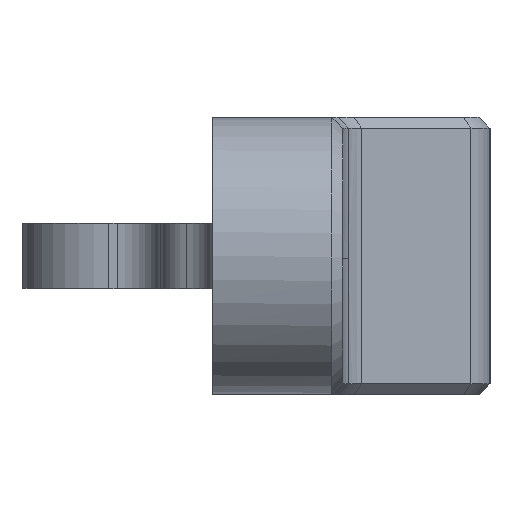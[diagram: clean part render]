
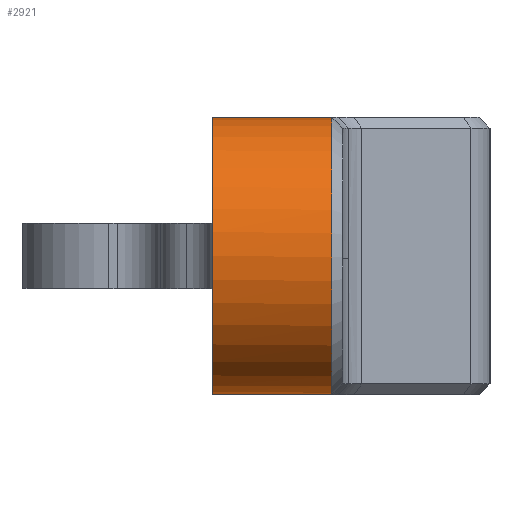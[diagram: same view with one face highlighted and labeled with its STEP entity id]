
A CAD part, left-side view. The second image highlights one B-rep face of the part: STEP entity #2921.
In plain terms, the highlighted cylindrical face has radius 3.2 mm (diameter 6.4 mm), a partial arc.
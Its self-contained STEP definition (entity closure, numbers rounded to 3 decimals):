
#240=FACE_OUTER_BOUND('',#397,.T.);
#397=EDGE_LOOP('',(#2447,#2448,#2449,#2450,#2451));
#665=LINE('',#5033,#947);
#666=LINE('',#5038,#948);
#947=VECTOR('',#3948,10.);
#948=VECTOR('',#3953,10.);
#1102=CIRCLE('',#3153,3.2);
#1120=CIRCLE('',#3191,3.2);
#1121=CIRCLE('',#3192,3.2);
#1353=VERTEX_POINT('',#4788);
#1354=VERTEX_POINT('',#4792);
#1387=VERTEX_POINT('',#5032);
#1388=VERTEX_POINT('',#5034);
#1389=VERTEX_POINT('',#5036);
#1729=EDGE_CURVE('',#1354,#1353,#1102,.T.);
#1787=EDGE_CURVE('',#1387,#1354,#665,.T.);
#1788=EDGE_CURVE('',#1388,#1387,#1120,.T.);
#1789=EDGE_CURVE('',#1389,#1388,#1121,.T.);
#1790=EDGE_CURVE('',#1353,#1389,#666,.T.);
#2447=ORIENTED_EDGE('',*,*,#1729,.F.);
#2448=ORIENTED_EDGE('',*,*,#1787,.F.);
#2449=ORIENTED_EDGE('',*,*,#1788,.F.);
#2450=ORIENTED_EDGE('',*,*,#1789,.F.);
#2451=ORIENTED_EDGE('',*,*,#1790,.F.);
#2782=CYLINDRICAL_SURFACE('',#3190,3.2);
#2921=ADVANCED_FACE('',(#240),#2782,.T.);
#3153=AXIS2_PLACEMENT_3D('',#4795,#3836,#3837);
#3190=AXIS2_PLACEMENT_3D('',#5031,#3946,#3947);
#3191=AXIS2_PLACEMENT_3D('',#5035,#3949,#3950);
#3192=AXIS2_PLACEMENT_3D('',#5037,#3951,#3952);
#3836=DIRECTION('center_axis',(0.,-1.,0.));
#3837=DIRECTION('ref_axis',(-1.,0.,0.));
#3946=DIRECTION('center_axis',(0.,1.,0.));
#3947=DIRECTION('ref_axis',(-1.,0.,0.));
#3948=DIRECTION('',(0.,-1.,0.));
#3949=DIRECTION('center_axis',(0.,1.,0.));
#3950=DIRECTION('ref_axis',(-1.,0.,0.));
#3951=DIRECTION('center_axis',(0.,1.,0.));
#3952=DIRECTION('ref_axis',(-1.,0.,0.));
#3953=DIRECTION('',(0.,1.,0.));
#4788=CARTESIAN_POINT('',(-29.6,-50.5,-3.2));
#4792=CARTESIAN_POINT('',(-29.645,-50.5,3.2));
#4795=CARTESIAN_POINT('Origin',(-29.6,-50.5,0.));
#5031=CARTESIAN_POINT('Origin',(-29.6,-46.95,0.));
#5032=CARTESIAN_POINT('',(-29.645,-47.75,3.2));
#5033=CARTESIAN_POINT('',(-29.645,-47.75,3.2));
#5034=CARTESIAN_POINT('',(-29.645,-47.75,-3.2));
#5035=CARTESIAN_POINT('Origin',(-29.6,-47.75,0.));
#5036=CARTESIAN_POINT('',(-29.6,-47.75,-3.2));
#5037=CARTESIAN_POINT('Origin',(-29.6,-47.75,0.));
#5038=CARTESIAN_POINT('',(-29.6,-46.95,-3.2));
